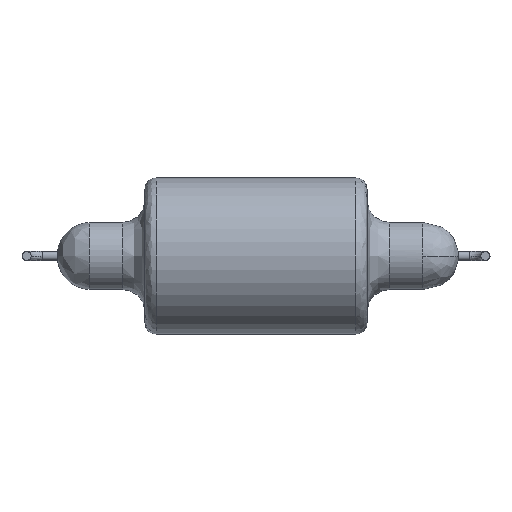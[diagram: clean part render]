
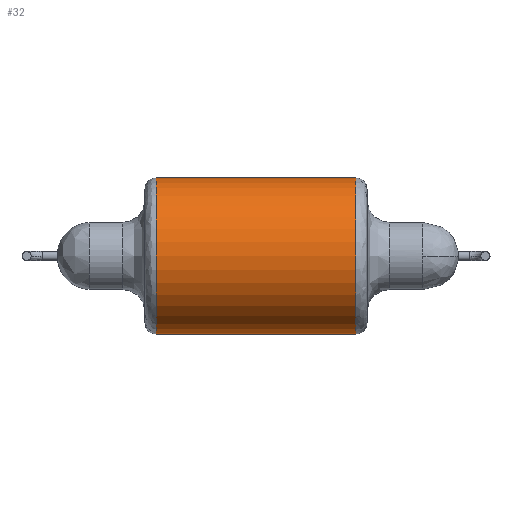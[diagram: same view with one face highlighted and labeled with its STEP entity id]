
A CAD part, front view. The second image highlights one B-rep face of the part: STEP entity #32.
In plain terms, the highlighted cylindrical face has radius 6.985 mm (diameter 13.97 mm), a partial arc.
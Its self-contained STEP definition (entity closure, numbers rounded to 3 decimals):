
#32 = ADVANCED_FACE ( 'NONE', ( #105 ), #1571, .T. ) ;
#62 = VERTEX_POINT ( 'NONE', #115 ) ;
#78 = AXIS2_PLACEMENT_3D ( 'NONE', #474, #451, #587 ) ;
#105 = FACE_OUTER_BOUND ( 'NONE', #566, .T. ) ;
#115 = CARTESIAN_POINT ( 'NONE',  ( 23.85, 6.985, -6.985 ) ) ;
#194 = ORIENTED_EDGE ( 'NONE', *, *, #844, .T. ) ;
#311 = DIRECTION ( 'NONE',  ( 0., 0., 1. ) ) ;
#387 = AXIS2_PLACEMENT_3D ( 'NONE', #567, #1042, #1541 ) ;
#451 = DIRECTION ( 'NONE',  ( -1., 0., 0. ) ) ;
#474 = CARTESIAN_POINT ( 'NONE',  ( -2.85, 6.985, 0. ) ) ;
#507 = CARTESIAN_POINT ( 'NONE',  ( -2.85, 6.985, 6.985 ) ) ;
#530 = DIRECTION ( 'NONE',  ( 1., 0., 0. ) ) ;
#532 = DIRECTION ( 'NONE',  ( -1., 0., 0. ) ) ;
#566 = EDGE_LOOP ( 'NONE', ( #991, #921, #194, #1391 ) ) ;
#567 = CARTESIAN_POINT ( 'NONE',  ( 23.85, 6.985, 0. ) ) ;
#587 = DIRECTION ( 'NONE',  ( 0., 0., 1. ) ) ;
#589 = VECTOR ( 'NONE', #532, 1000. ) ;
#699 = EDGE_CURVE ( 'NONE', #62, #1245, #1194, .T. ) ;
#728 = EDGE_CURVE ( 'NONE', #62, #1238, #1295, .T. ) ;
#844 = EDGE_CURVE ( 'NONE', #1245, #1296, #1365, .T. ) ;
#859 = CARTESIAN_POINT ( 'NONE',  ( 23.85, 6.985, 6.985 ) ) ;
#918 = CARTESIAN_POINT ( 'NONE',  ( 6., 6.985, 0. ) ) ;
#921 = ORIENTED_EDGE ( 'NONE', *, *, #699, .T. ) ;
#991 = ORIENTED_EDGE ( 'NONE', *, *, #728, .F. ) ;
#993 = EDGE_CURVE ( 'NONE', #1296, #1238, #1092, .T. ) ;
#1042 = DIRECTION ( 'NONE',  ( -1., 0., 0. ) ) ;
#1092 = CIRCLE ( 'NONE', #1537, 6.985 ) ;
#1117 = CARTESIAN_POINT ( 'NONE',  ( 6., 6.985, -6.985 ) ) ;
#1176 = CARTESIAN_POINT ( 'NONE',  ( -2.85, 6.985, -6.985 ) ) ;
#1194 = CIRCLE ( 'NONE', #387, 6.985 ) ;
#1237 = DIRECTION ( 'NONE',  ( -1., 0., 0. ) ) ;
#1238 = VERTEX_POINT ( 'NONE', #1117 ) ;
#1245 = VERTEX_POINT ( 'NONE', #859 ) ;
#1295 = LINE ( 'NONE', #1176, #589 ) ;
#1296 = VERTEX_POINT ( 'NONE', #1345 ) ;
#1345 = CARTESIAN_POINT ( 'NONE',  ( 6., 6.985, 6.985 ) ) ;
#1365 = LINE ( 'NONE', #507, #1433 ) ;
#1391 = ORIENTED_EDGE ( 'NONE', *, *, #993, .T. ) ;
#1433 = VECTOR ( 'NONE', #1237, 1000. ) ;
#1537 = AXIS2_PLACEMENT_3D ( 'NONE', #918, #530, #311 ) ;
#1541 = DIRECTION ( 'NONE',  ( 0., 0., 1. ) ) ;
#1571 = CYLINDRICAL_SURFACE ( 'NONE', #78, 6.985 ) ;
